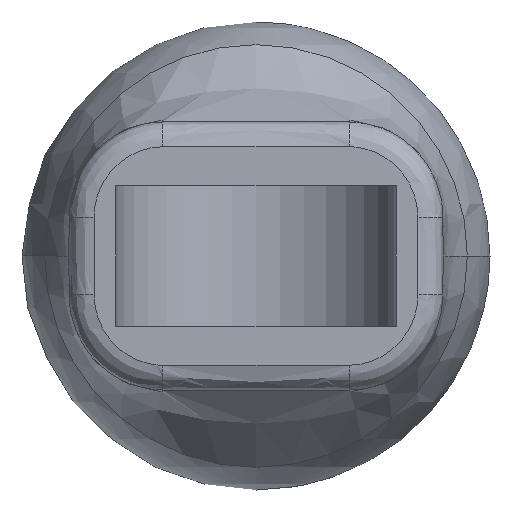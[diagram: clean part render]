
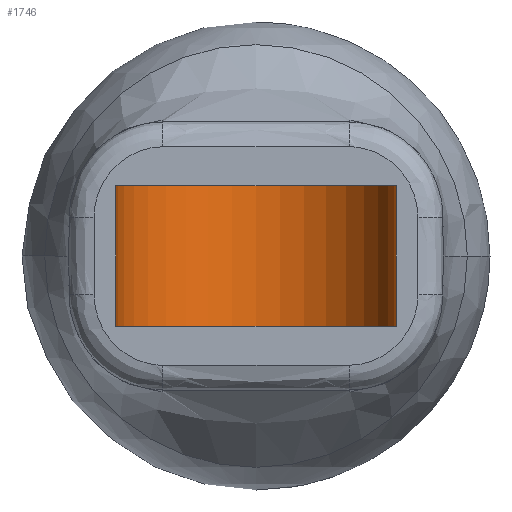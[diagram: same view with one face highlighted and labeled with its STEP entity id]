
A CAD part, front view. The second image highlights one B-rep face of the part: STEP entity #1746.
In plain terms, the highlighted cylindrical face has radius 4.5 mm (diameter 9 mm), a partial arc.
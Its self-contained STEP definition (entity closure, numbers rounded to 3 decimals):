
#4 = ORIENTED_EDGE ( 'NONE', *, *, #893, .F. ) ;
#131 = LINE ( 'NONE', #654, #592 ) ;
#183 = EDGE_CURVE ( 'NONE', #243, #523, #131, .T. ) ;
#209 = CARTESIAN_POINT ( 'NONE',  ( 4.5, -6.5, -2.25 ) ) ;
#234 = CYLINDRICAL_SURFACE ( 'NONE', #480, 4.5 ) ;
#243 = VERTEX_POINT ( 'NONE', #209 ) ;
#343 = CARTESIAN_POINT ( 'NONE',  ( -4.5, -6.5, -2.25 ) ) ;
#344 = CARTESIAN_POINT ( 'NONE',  ( 0., -6.5, -2.25 ) ) ;
#365 = DIRECTION ( 'NONE',  ( 1., 0., 0. ) ) ;
#373 = VECTOR ( 'NONE', #1628, 1000. ) ;
#424 = VERTEX_POINT ( 'NONE', #343 ) ;
#430 = CARTESIAN_POINT ( 'NONE',  ( -4.5, -6.5, 2.25 ) ) ;
#480 = AXIS2_PLACEMENT_3D ( 'NONE', #1758, #1606, #851 ) ;
#523 = VERTEX_POINT ( 'NONE', #1778 ) ;
#534 = FACE_OUTER_BOUND ( 'NONE', #1295, .T. ) ;
#563 = VERTEX_POINT ( 'NONE', #430 ) ;
#592 = VECTOR ( 'NONE', #1422, 1000. ) ;
#654 = CARTESIAN_POINT ( 'NONE',  ( 4.5, -6.5, -2.25 ) ) ;
#659 = DIRECTION ( 'NONE',  ( 0., 0., 1. ) ) ;
#747 = ORIENTED_EDGE ( 'NONE', *, *, #1040, .F. ) ;
#762 = CIRCLE ( 'NONE', #988, 4.5 ) ;
#851 = DIRECTION ( 'NONE',  ( 1., 0., 0. ) ) ;
#886 = ORIENTED_EDGE ( 'NONE', *, *, #962, .T. ) ;
#893 = EDGE_CURVE ( 'NONE', #243, #424, #762, .T. ) ;
#962 = EDGE_CURVE ( 'NONE', #523, #563, #1897, .T. ) ;
#986 = DIRECTION ( 'NONE',  ( 0., 0., 1. ) ) ;
#988 = AXIS2_PLACEMENT_3D ( 'NONE', #344, #659, #1719 ) ;
#1017 = CARTESIAN_POINT ( 'NONE',  ( -4.5, -6.5, -2.25 ) ) ;
#1040 = EDGE_CURVE ( 'NONE', #424, #563, #1798, .T. ) ;
#1182 = AXIS2_PLACEMENT_3D ( 'NONE', #1885, #986, #365 ) ;
#1295 = EDGE_LOOP ( 'NONE', ( #886, #747, #4, #1557 ) ) ;
#1422 = DIRECTION ( 'NONE',  ( 0., 0., 1. ) ) ;
#1557 = ORIENTED_EDGE ( 'NONE', *, *, #183, .T. ) ;
#1606 = DIRECTION ( 'NONE',  ( 0., 0., 1. ) ) ;
#1628 = DIRECTION ( 'NONE',  ( 0., 0., 1. ) ) ;
#1719 = DIRECTION ( 'NONE',  ( 1., 0., 0. ) ) ;
#1746 = ADVANCED_FACE ( 'NONE', ( #534 ), #234, .F. ) ;
#1758 = CARTESIAN_POINT ( 'NONE',  ( 0., -6.5, -2.25 ) ) ;
#1778 = CARTESIAN_POINT ( 'NONE',  ( 4.5, -6.5, 2.25 ) ) ;
#1798 = LINE ( 'NONE', #1017, #373 ) ;
#1885 = CARTESIAN_POINT ( 'NONE',  ( 0., -6.5, 2.25 ) ) ;
#1897 = CIRCLE ( 'NONE', #1182, 4.5 ) ;
